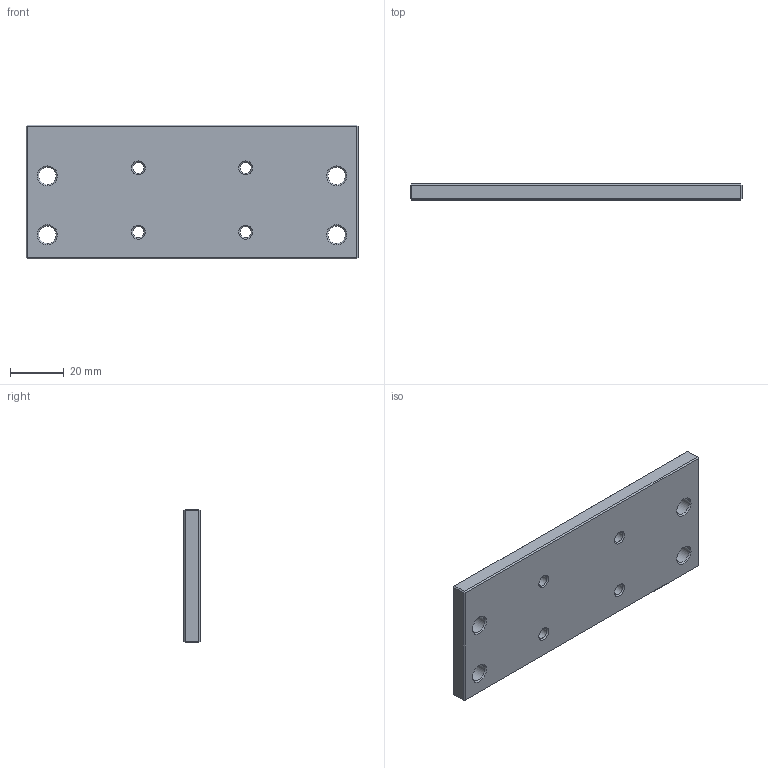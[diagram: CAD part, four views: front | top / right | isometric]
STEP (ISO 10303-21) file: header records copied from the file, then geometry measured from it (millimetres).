
FILE_DESCRIPTION(/* description */ (''),/* implementation_level */ '2;1');
FILE_NAME(/* name */ 'Spindle mount plate.step',/* time_stamp */ '2020-04-14T16:43:47+01:00',/* author */ (''),/* organization */ (''),/* preprocessor_version */ 'ST-DEVELOPER v18.1',/* originating_system */ 'Autodesk Translation Framework v9.2.0.1227',/* authorisation */ '');
FILE_SCHEMA (('AUTOMOTIVE_DESIGN { 1 0 10303 214 3 1 1 }'));
Length unit declared in the file: millimetre
Products named in the file (2): Spindle mount plate; Plate
Assembly tree (1 placements, depth 2):
  Spindle mount plate
    Plate
Bounding box: 124 x 6 x 50 mm (x, y, z)
Volume: 35946.1 mm3; surface area: 14633.3 mm2
Topology: 1 solids, 1 shells, 50 faces, 104 edges, 56 vertices
Faces by surface type: plane 26, cone 16, cylinder 8
Full cylindrical faces by diameter (mm): 4.2 x4, 6.5 x4
Entity records: 1372 total; most frequent: DIRECTION 242, CARTESIAN_POINT 213, ORIENTED_EDGE 208, EDGE_CURVE 104, AXIS2_PLACEMENT_3D 85, LINE 72, VECTOR 72, EDGE_LOOP 66
